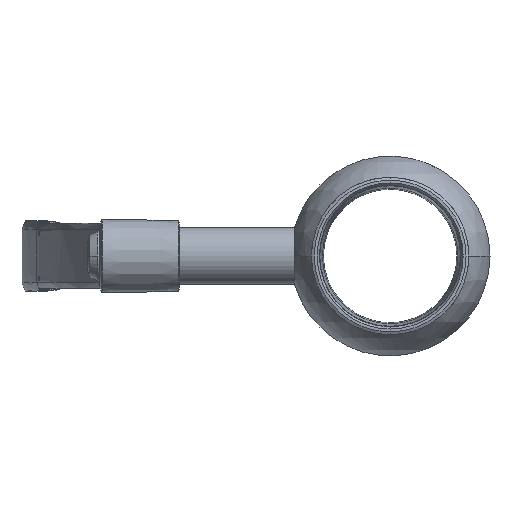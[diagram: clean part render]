
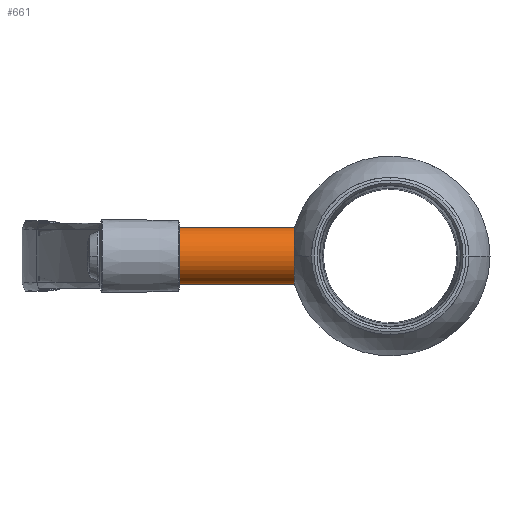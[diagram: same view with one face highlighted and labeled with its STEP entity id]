
A CAD part, left-side view. The second image highlights one B-rep face of the part: STEP entity #661.
In plain terms, the highlighted cylindrical face has radius 16 mm (diameter 32 mm), a partial arc.
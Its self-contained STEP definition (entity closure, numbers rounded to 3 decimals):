
#661 = ADVANCED_FACE ( 'NONE', ( #37074 ), #53117, .T. ) ;
#2438 = EDGE_CURVE ( 'NONE', #30360, #25947, #47995, .T. ) ;
#5502 = AXIS2_PLACEMENT_3D ( 'NONE', #26470, #16239, #38038 ) ;
#7082 = EDGE_CURVE ( 'NONE', #24231, #44984, #24008, .T. ) ;
#10015 = DIRECTION ( 'NONE',  ( 0., 0., 1. ) ) ;
#10389 = DIRECTION ( 'NONE',  ( 0., 1., 0. ) ) ;
#10611 = ORIENTED_EDGE ( 'NONE', *, *, #28110, .F. ) ;
#11173 = DIRECTION ( 'NONE',  ( 0., 1., 0. ) ) ;
#13218 = CARTESIAN_POINT ( 'NONE',  ( 0., 201.332, -16. ) ) ;
#16109 = DIRECTION ( 'NONE',  ( 0., 1., 0. ) ) ;
#16161 = CARTESIAN_POINT ( 'NONE',  ( 0., 54.083, 16. ) ) ;
#16239 = DIRECTION ( 'NONE',  ( 0., 1., 0. ) ) ;
#19731 = CARTESIAN_POINT ( 'NONE',  ( 0., 145.237, -16. ) ) ;
#23959 = VECTOR ( 'NONE', #29230, 1000. ) ;
#24008 = CIRCLE ( 'NONE', #64386, 16. ) ;
#24231 = VERTEX_POINT ( 'NONE', #40532 ) ;
#25947 = VERTEX_POINT ( 'NONE', #65037 ) ;
#26055 = CARTESIAN_POINT ( 'NONE',  ( 0., 201.332, 16. ) ) ;
#26470 = CARTESIAN_POINT ( 'NONE',  ( 0., 145.237, 0. ) ) ;
#28110 = EDGE_CURVE ( 'NONE', #24231, #30360, #44571, .T. ) ;
#29230 = DIRECTION ( 'NONE',  ( 0., 1., 0. ) ) ;
#30360 = VERTEX_POINT ( 'NONE', #19731 ) ;
#32121 = CARTESIAN_POINT ( 'NONE',  ( 0., 54.083, 0. ) ) ;
#35165 = ORIENTED_EDGE ( 'NONE', *, *, #7082, .T. ) ;
#37074 = FACE_OUTER_BOUND ( 'NONE', #49009, .T. ) ;
#38038 = DIRECTION ( 'NONE',  ( 0., 0., 1. ) ) ;
#40532 = CARTESIAN_POINT ( 'NONE',  ( 0., 54.083, -16. ) ) ;
#44571 = LINE ( 'NONE', #13218, #23959 ) ;
#44662 = ORIENTED_EDGE ( 'NONE', *, *, #2438, .F. ) ;
#44984 = VERTEX_POINT ( 'NONE', #16161 ) ;
#47995 = CIRCLE ( 'NONE', #5502, 16. ) ;
#49009 = EDGE_LOOP ( 'NONE', ( #10611, #35165, #56712, #44662 ) ) ;
#50840 = EDGE_CURVE ( 'NONE', #44984, #25947, #57154, .T. ) ;
#52782 = DIRECTION ( 'NONE',  ( 0., 0., 1. ) ) ;
#53117 = CYLINDRICAL_SURFACE ( 'NONE', #61065, 16. ) ;
#56712 = ORIENTED_EDGE ( 'NONE', *, *, #50840, .T. ) ;
#57154 = LINE ( 'NONE', #26055, #63634 ) ;
#57946 = CARTESIAN_POINT ( 'NONE',  ( 0., 201.332, 0. ) ) ;
#61065 = AXIS2_PLACEMENT_3D ( 'NONE', #57946, #11173, #52782 ) ;
#63634 = VECTOR ( 'NONE', #10389, 1000. ) ;
#64386 = AXIS2_PLACEMENT_3D ( 'NONE', #32121, #16109, #10015 ) ;
#65037 = CARTESIAN_POINT ( 'NONE',  ( 0., 145.237, 16. ) ) ;
